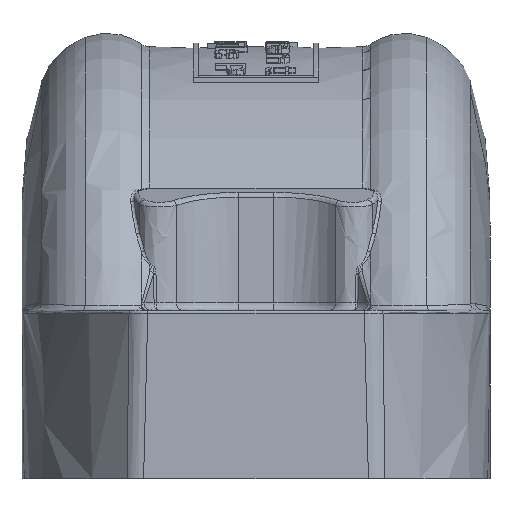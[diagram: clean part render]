
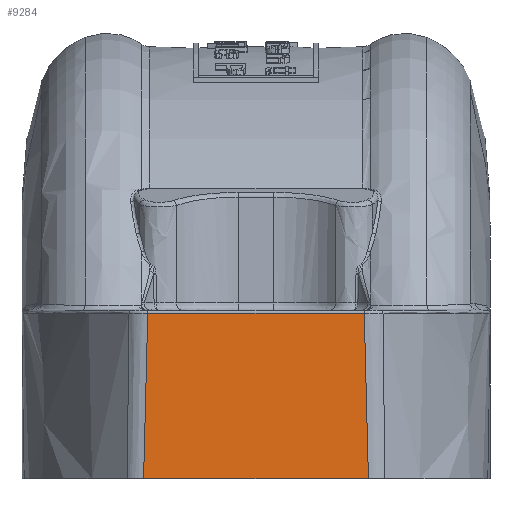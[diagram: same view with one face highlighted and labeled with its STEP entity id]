
A CAD part, front view. The second image highlights one B-rep face of the part: STEP entity #9284.
In plain terms, the highlighted planar face has unit normal (0, -1, 0.029).
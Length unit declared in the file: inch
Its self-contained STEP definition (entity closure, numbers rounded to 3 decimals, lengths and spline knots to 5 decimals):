
#796=B_SPLINE_CURVE_WITH_KNOTS('',3,(#20347,#20348,#20349,#20350),
 .UNSPECIFIED.,.F.,.F.,(4,4),(0.02894,1.69938),
 .UNSPECIFIED.);
#858=B_SPLINE_CURVE_WITH_KNOTS('',3,(#21654,#21655,#21656,#21657),
 .UNSPECIFIED.,.F.,.F.,(4,4),(0.02894,1.69938),
 .UNSPECIFIED.);
#1038=PLANE('',#9920);
#1571=FACE_OUTER_BOUND('',#2145,.T.);
#2145=EDGE_LOOP('',(#8616,#8617,#8618,#8619));
#2996=LINE('',#21352,#3532);
#3015=LINE('',#21604,#3551);
#3532=VECTOR('',#11621,0.86034);
#3551=VECTOR('',#11694,0.89346);
#4335=VERTEX_POINT('',#20084);
#4366=VERTEX_POINT('',#20339);
#4425=VERTEX_POINT('',#21351);
#4451=VERTEX_POINT('',#21603);
#5687=EDGE_CURVE('',#4335,#4366,#796,.T.);
#5791=EDGE_CURVE('',#4425,#4335,#2996,.T.);
#5836=EDGE_CURVE('',#4366,#4451,#3015,.T.);
#5851=EDGE_CURVE('',#4425,#4451,#858,.T.);
#8616=ORIENTED_EDGE('',*,*,#5791,.T.);
#8617=ORIENTED_EDGE('',*,*,#5687,.T.);
#8618=ORIENTED_EDGE('',*,*,#5836,.T.);
#8619=ORIENTED_EDGE('',*,*,#5851,.F.);
#9284=ADVANCED_FACE('',(#1571),#1038,.F.);
#9920=AXIS2_PLACEMENT_3D('',#21684,#11723,#11724);
#11621=DIRECTION('',(-1.,0.,0.));
#11694=DIRECTION('',(1.,0.,0.));
#11723=DIRECTION('center_axis',(0.,1.,
-0.029));
#11724=DIRECTION('ref_axis',(0.,0.029,1.));
#20084=CARTESIAN_POINT('',(-0.43017,-2.27293,-0.71568));
#20339=CARTESIAN_POINT('',(-0.44673,-2.29227,-1.37283));
#20347=CARTESIAN_POINT('Ctrl Pts',(-0.43017,-2.27293,
-0.71568));
#20348=CARTESIAN_POINT('Ctrl Pts',(-0.43527,-2.27938,
-0.93474));
#20349=CARTESIAN_POINT('Ctrl Pts',(-0.44071,-2.28583,
-1.15379));
#20350=CARTESIAN_POINT('Ctrl Pts',(-0.44673,-2.29227,
-1.37283));
#21351=CARTESIAN_POINT('',(0.43017,-2.27293,-0.71568));
#21352=CARTESIAN_POINT('',(0.,-2.27293,-0.71568));
#21603=CARTESIAN_POINT('',(0.44673,-2.29227,-1.37283));
#21604=CARTESIAN_POINT('',(0.,-2.29227,-1.37283));
#21654=CARTESIAN_POINT('Ctrl Pts',(0.43017,-2.27293,
-0.71568));
#21655=CARTESIAN_POINT('Ctrl Pts',(0.43527,-2.27938,
-0.93474));
#21656=CARTESIAN_POINT('Ctrl Pts',(0.44071,-2.28583,
-1.15379));
#21657=CARTESIAN_POINT('Ctrl Pts',(0.44673,-2.29227,
-1.37283));
#21684=CARTESIAN_POINT('Origin',(0.,-2.27258,-0.70354));
